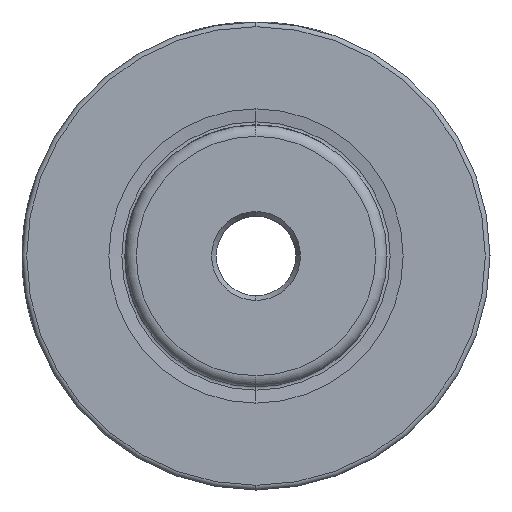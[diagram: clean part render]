
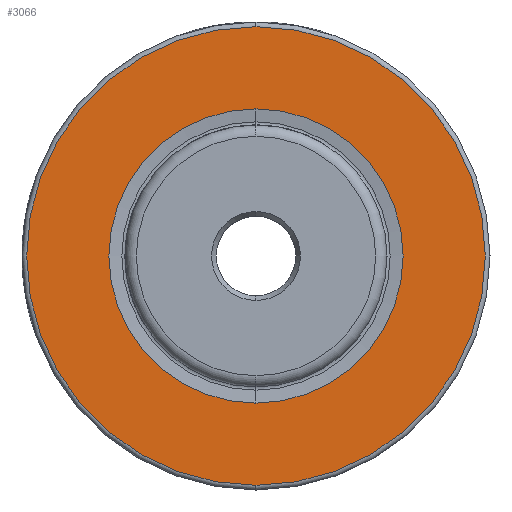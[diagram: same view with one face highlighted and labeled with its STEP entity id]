
A CAD part, left-side view. The second image highlights one B-rep face of the part: STEP entity #3066.
In plain terms, the highlighted planar face has unit normal (-1, 0, 0).
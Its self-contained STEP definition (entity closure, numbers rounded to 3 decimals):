
#46 = EDGE_CURVE ( 'NONE', #1884, #1663, #2960, .T. ) ;
#147 = ORIENTED_EDGE ( 'NONE', *, *, #2443, .F. ) ;
#362 = VERTEX_POINT ( 'NONE', #2613 ) ;
#457 = CARTESIAN_POINT ( 'NONE',  ( 0., 0., 0. ) ) ;
#480 = ORIENTED_EDGE ( 'NONE', *, *, #1528, .T. ) ;
#496 = EDGE_LOOP ( 'NONE', ( #2147, #147 ) ) ;
#561 = FACE_OUTER_BOUND ( 'NONE', #2226, .T. ) ;
#701 = DIRECTION ( 'NONE',  ( -1., 0., 0. ) ) ;
#722 = AXIS2_PLACEMENT_3D ( 'NONE', #2892, #3099, #3405 ) ;
#737 = DIRECTION ( 'NONE',  ( 0., 0., 1. ) ) ;
#846 = CARTESIAN_POINT ( 'NONE',  ( 0., 0., -15.715 ) ) ;
#972 = AXIS2_PLACEMENT_3D ( 'NONE', #2536, #701, #2288 ) ;
#1305 = DIRECTION ( 'NONE',  ( -1., 0., 0. ) ) ;
#1306 = FACE_BOUND ( 'NONE', #496, .T. ) ;
#1322 = VERTEX_POINT ( 'NONE', #1505 ) ;
#1415 = CARTESIAN_POINT ( 'NONE',  ( 0., 0., 0. ) ) ;
#1455 = CIRCLE ( 'NONE', #2774, 24.5 ) ;
#1505 = CARTESIAN_POINT ( 'NONE',  ( 0., 0., -24.5 ) ) ;
#1528 = EDGE_CURVE ( 'NONE', #1322, #362, #1455, .T. ) ;
#1540 = CARTESIAN_POINT ( 'NONE',  ( 0., 0., 15.715 ) ) ;
#1663 = VERTEX_POINT ( 'NONE', #846 ) ;
#1690 = DIRECTION ( 'NONE',  ( 0., 0., 1. ) ) ;
#1884 = VERTEX_POINT ( 'NONE', #1540 ) ;
#2057 = CIRCLE ( 'NONE', #2478, 15.715 ) ;
#2136 = AXIS2_PLACEMENT_3D ( 'NONE', #1415, #3210, #1690 ) ;
#2147 = ORIENTED_EDGE ( 'NONE', *, *, #46, .F. ) ;
#2226 = EDGE_LOOP ( 'NONE', ( #2883, #480 ) ) ;
#2288 = DIRECTION ( 'NONE',  ( 0., 0., 1. ) ) ;
#2314 = DIRECTION ( 'NONE',  ( -1., 0., 0. ) ) ;
#2443 = EDGE_CURVE ( 'NONE', #1663, #1884, #2057, .T. ) ;
#2478 = AXIS2_PLACEMENT_3D ( 'NONE', #2848, #1305, #3106 ) ;
#2536 = CARTESIAN_POINT ( 'NONE',  ( 0., 0., 0. ) ) ;
#2613 = CARTESIAN_POINT ( 'NONE',  ( 0., 0., 24.5 ) ) ;
#2774 = AXIS2_PLACEMENT_3D ( 'NONE', #457, #2314, #737 ) ;
#2848 = CARTESIAN_POINT ( 'NONE',  ( 0., 0., 0. ) ) ;
#2883 = ORIENTED_EDGE ( 'NONE', *, *, #3194, .T. ) ;
#2892 = CARTESIAN_POINT ( 'NONE',  ( 0., 15.715, 0. ) ) ;
#2960 = CIRCLE ( 'NONE', #972, 15.715 ) ;
#3030 = CIRCLE ( 'NONE', #2136, 24.5 ) ;
#3066 = ADVANCED_FACE ( 'NONE', ( #1306, #561 ), #3147, .F. ) ;
#3099 = DIRECTION ( 'NONE',  ( 1., 0., 0. ) ) ;
#3106 = DIRECTION ( 'NONE',  ( 0., 0., 1. ) ) ;
#3147 = PLANE ( 'NONE',  #722 ) ;
#3194 = EDGE_CURVE ( 'NONE', #362, #1322, #3030, .T. ) ;
#3210 = DIRECTION ( 'NONE',  ( -1., 0., 0. ) ) ;
#3405 = DIRECTION ( 'NONE',  ( 0., 0., -1. ) ) ;
